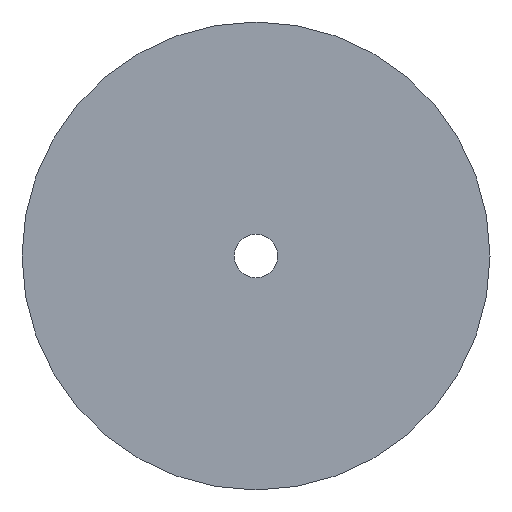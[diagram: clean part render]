
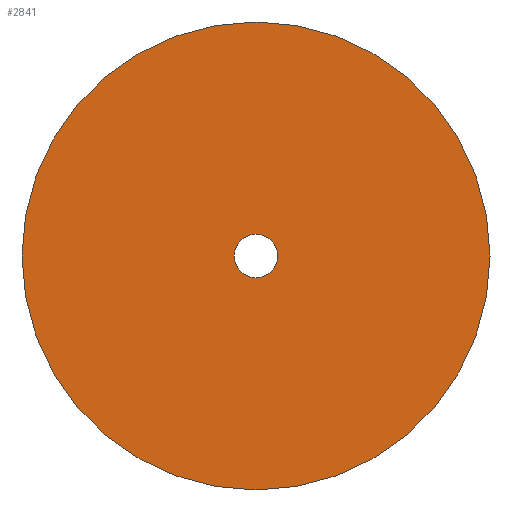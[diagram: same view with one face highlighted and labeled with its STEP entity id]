
A CAD part, front view. The second image highlights one B-rep face of the part: STEP entity #2841.
In plain terms, the highlighted planar face has unit normal (0, -1, 0).
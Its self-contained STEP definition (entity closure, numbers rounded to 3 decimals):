
#49 = FACE_BOUND ( 'NONE', #2438, .T. ) ;
#104 = ORIENTED_EDGE ( 'NONE', *, *, #1343, .F. ) ;
#176 = CARTESIAN_POINT ( 'NONE',  ( 110., 71., -23.249 ) ) ;
#231 = EDGE_LOOP ( 'NONE', ( #890, #104 ) ) ;
#358 = CIRCLE ( 'NONE', #1828, 2.1 ) ;
#383 = CARTESIAN_POINT ( 'NONE',  ( 60., 71., 0. ) ) ;
#389 = CARTESIAN_POINT ( 'NONE',  ( 60., 71., 2.1 ) ) ;
#439 = DIRECTION ( 'NONE',  ( 0., 1., 0. ) ) ;
#477 = CARTESIAN_POINT ( 'NONE',  ( 60., 71., 0. ) ) ;
#543 = CARTESIAN_POINT ( 'NONE',  ( 37.5, 71., 0. ) ) ;
#546 = ORIENTED_EDGE ( 'NONE', *, *, #3452, .T. ) ;
#610 = CIRCLE ( 'NONE', #835, 2.1 ) ;
#688 = CARTESIAN_POINT ( 'NONE',  ( 60., 71., 0. ) ) ;
#835 = AXIS2_PLACEMENT_3D ( 'NONE', #383, #2325, #925 ) ;
#890 = ORIENTED_EDGE ( 'NONE', *, *, #3562, .F. ) ;
#925 = DIRECTION ( 'NONE',  ( 0., 0., -1. ) ) ;
#986 = CARTESIAN_POINT ( 'NONE',  ( 60., 71., 0. ) ) ;
#1079 = AXIS2_PLACEMENT_3D ( 'NONE', #688, #439, #2612 ) ;
#1318 = DIRECTION ( 'NONE',  ( 0., 0., 1. ) ) ;
#1343 = EDGE_CURVE ( 'NONE', #2453, #2963, #1653, .T. ) ;
#1522 = FACE_OUTER_BOUND ( 'NONE', #231, .T. ) ;
#1552 = AXIS2_PLACEMENT_3D ( 'NONE', #986, #2119, #2398 ) ;
#1653 = CIRCLE ( 'NONE', #1552, 22.5 ) ;
#1744 = CARTESIAN_POINT ( 'NONE',  ( 60., 71., -2.1 ) ) ;
#1813 = DIRECTION ( 'NONE',  ( 0., 0., -1. ) ) ;
#1828 = AXIS2_PLACEMENT_3D ( 'NONE', #477, #1852, #1813 ) ;
#1852 = DIRECTION ( 'NONE',  ( 0., 1., 0. ) ) ;
#2110 = ORIENTED_EDGE ( 'NONE', *, *, #2496, .T. ) ;
#2119 = DIRECTION ( 'NONE',  ( 0., 1., 0. ) ) ;
#2122 = PLANE ( 'NONE',  #2777 ) ;
#2281 = VERTEX_POINT ( 'NONE', #1744 ) ;
#2325 = DIRECTION ( 'NONE',  ( 0., 1., 0. ) ) ;
#2398 = DIRECTION ( 'NONE',  ( 0., 0., 1. ) ) ;
#2438 = EDGE_LOOP ( 'NONE', ( #546, #2110 ) ) ;
#2453 = VERTEX_POINT ( 'NONE', #3467 ) ;
#2496 = EDGE_CURVE ( 'NONE', #3269, #2281, #358, .T. ) ;
#2612 = DIRECTION ( 'NONE',  ( 0., 0., 1. ) ) ;
#2665 = DIRECTION ( 'NONE',  ( 0., 1., 0. ) ) ;
#2777 = AXIS2_PLACEMENT_3D ( 'NONE', #176, #2665, #1318 ) ;
#2841 = ADVANCED_FACE ( 'NONE', ( #49, #1522 ), #2122, .F. ) ;
#2963 = VERTEX_POINT ( 'NONE', #543 ) ;
#3269 = VERTEX_POINT ( 'NONE', #389 ) ;
#3452 = EDGE_CURVE ( 'NONE', #2281, #3269, #610, .T. ) ;
#3467 = CARTESIAN_POINT ( 'NONE',  ( 82.5, 71., 0. ) ) ;
#3548 = CIRCLE ( 'NONE', #1079, 22.5 ) ;
#3562 = EDGE_CURVE ( 'NONE', #2963, #2453, #3548, .T. ) ;
